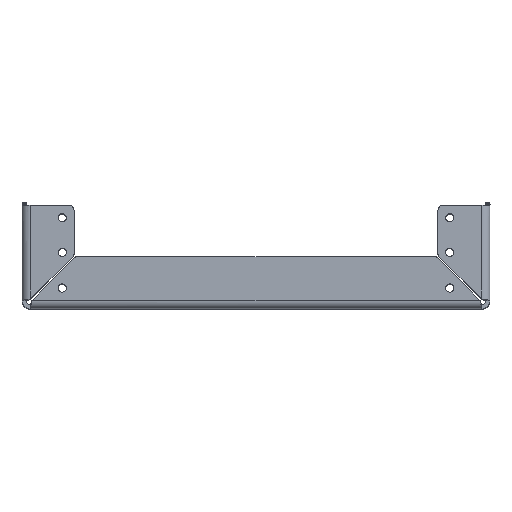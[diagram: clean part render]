
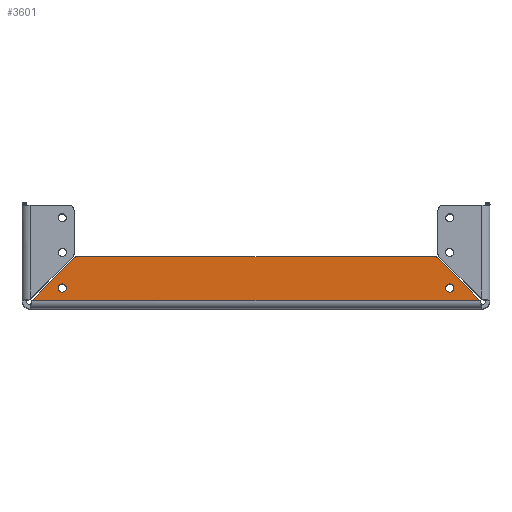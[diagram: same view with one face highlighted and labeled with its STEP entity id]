
A CAD part, top view. The second image highlights one B-rep face of the part: STEP entity #3601.
In plain terms, the highlighted planar face has unit normal (0, 0, 1).
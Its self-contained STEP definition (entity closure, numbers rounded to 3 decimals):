
#29 = VECTOR ( 'NONE', #4460, 1000. ) ;
#41 = B_SPLINE_CURVE_WITH_KNOTS ( 'NONE', 3,
 ( #3027, #8569, #4111, #10595 ),
 .UNSPECIFIED., .F., .F.,
 ( 4, 4 ),
 ( 0., 0. ),
 .UNSPECIFIED. ) ;
#51 = CARTESIAN_POINT ( 'NONE',  ( 37.25, 2.4, 30.395 ) ) ;
#79 = AXIS2_PLACEMENT_3D ( 'NONE', #2708, #9186, #3638 ) ;
#231 = DIRECTION ( 'NONE',  ( 0.707, 0.707, 0. ) ) ;
#282 = EDGE_CURVE ( 'NONE', #7955, #1776, #6155, .T. ) ;
#699 = ORIENTED_EDGE ( 'NONE', *, *, #1641, .T. ) ;
#966 = ORIENTED_EDGE ( 'NONE', *, *, #6606, .F. ) ;
#1168 = CARTESIAN_POINT ( 'NONE',  ( -43.143, 0.759, 30.395 ) ) ;
#1236 = CARTESIAN_POINT ( 'NONE',  ( 37.25, 3.2, 30.395 ) ) ;
#1241 = EDGE_CURVE ( 'NONE', #4322, #10110, #11701, .T. ) ;
#1268 = EDGE_CURVE ( 'NONE', #2875, #4676, #2330, .T. ) ;
#1295 = EDGE_CURVE ( 'NONE', #1776, #7955, #1751, .T. ) ;
#1333 = ORIENTED_EDGE ( 'NONE', *, *, #1241, .T. ) ;
#1505 = VERTEX_POINT ( 'NONE', #3788 ) ;
#1541 = ORIENTED_EDGE ( 'NONE', *, *, #4755, .T. ) ;
#1641 = EDGE_CURVE ( 'NONE', #8638, #3434, #2898, .T. ) ;
#1663 = PLANE ( 'NONE',  #2897 ) ;
#1681 = EDGE_LOOP ( 'NONE', ( #2462, #11993, #966, #1333, #9047, #8021, #1541, #9221 ) ) ;
#1735 = EDGE_LOOP ( 'NONE', ( #4155, #5275 ) ) ;
#1751 = CIRCLE ( 'NONE', #10634, 0.8 ) ;
#1776 = VERTEX_POINT ( 'NONE', #8373 ) ;
#1926 = CARTESIAN_POINT ( 'NONE',  ( 0., 9.2, 30.395 ) ) ;
#2083 = CARTESIAN_POINT ( 'NONE',  ( 43.019, 0.883, 30.395 ) ) ;
#2096 = AXIS2_PLACEMENT_3D ( 'NONE', #1236, #7720, #2161 ) ;
#2128 = DIRECTION ( 'NONE',  ( 0., 0., 1. ) ) ;
#2161 = DIRECTION ( 'NONE',  ( 0., 1., 0. ) ) ;
#2202 = DIRECTION ( 'NONE',  ( 0., 0., -1. ) ) ;
#2330 = CIRCLE ( 'NONE', #8143, 0.5 ) ;
#2443 = FACE_OUTER_BOUND ( 'NONE', #1681, .T. ) ;
#2462 = ORIENTED_EDGE ( 'NONE', *, *, #8278, .F. ) ;
#2466 = CARTESIAN_POINT ( 'NONE',  ( -43.019, 0.883, 30.395 ) ) ;
#2708 = CARTESIAN_POINT ( 'NONE',  ( 37.25, 3.2, 30.395 ) ) ;
#2743 = CARTESIAN_POINT ( 'NONE',  ( 34.495, 9.2, 30.395 ) ) ;
#2875 = VERTEX_POINT ( 'NONE', #4362 ) ;
#2897 = AXIS2_PLACEMENT_3D ( 'NONE', #3525, #11871, #6328 ) ;
#2898 = CIRCLE ( 'NONE', #2096, 0.8 ) ;
#3027 = CARTESIAN_POINT ( 'NONE',  ( -43.019, 0.883, 30.395 ) ) ;
#3325 = EDGE_CURVE ( 'NONE', #6489, #1505, #41, .T. ) ;
#3377 = DIRECTION ( 'NONE',  ( 0., 0., 1. ) ) ;
#3378 = CIRCLE ( 'NONE', #79, 0.8 ) ;
#3404 = CIRCLE ( 'NONE', #10015, 0.5 ) ;
#3434 = VERTEX_POINT ( 'NONE', #9688 ) ;
#3525 = CARTESIAN_POINT ( 'NONE',  ( 0., 0., 30.395 ) ) ;
#3601 = ADVANCED_FACE ( 'NONE', ( #7371, #9542, #2443 ), #1663, .F. ) ;
#3638 = DIRECTION ( 'NONE',  ( 0., 1., 0. ) ) ;
#3745 = ORIENTED_EDGE ( 'NONE', *, *, #8142, .T. ) ;
#3788 = CARTESIAN_POINT ( 'NONE',  ( -43.11, 0.759, 30.395 ) ) ;
#3806 = VECTOR ( 'NONE', #231, 1000. ) ;
#3884 = DIRECTION ( 'NONE',  ( 0., 0., -1. ) ) ;
#3979 = VERTEX_POINT ( 'NONE', #10312 ) ;
#4111 = CARTESIAN_POINT ( 'NONE',  ( -43.086, 0.805, 30.395 ) ) ;
#4155 = ORIENTED_EDGE ( 'NONE', *, *, #1295, .T. ) ;
#4322 = VERTEX_POINT ( 'NONE', #7196 ) ;
#4362 = CARTESIAN_POINT ( 'NONE',  ( 34.849, 9.054, 30.395 ) ) ;
#4399 = CARTESIAN_POINT ( 'NONE',  ( 43.019, 0.883, 30.395 ) ) ;
#4460 = DIRECTION ( 'NONE',  ( -1., 0., 0. ) ) ;
#4656 = CARTESIAN_POINT ( 'NONE',  ( -18.164, 62.066, 30.395 ) ) ;
#4676 = VERTEX_POINT ( 'NONE', #2743 ) ;
#4755 = EDGE_CURVE ( 'NONE', #4676, #9061, #11816, .T. ) ;
#4844 = CARTESIAN_POINT ( 'NONE',  ( 43.056, 0.846, 30.395 ) ) ;
#4967 = VECTOR ( 'NONE', #12012, 1000. ) ;
#5275 = ORIENTED_EDGE ( 'NONE', *, *, #282, .T. ) ;
#5451 = CARTESIAN_POINT ( 'NONE',  ( -37.25, 2.4, 30.395 ) ) ;
#5782 = CARTESIAN_POINT ( 'NONE',  ( 43.086, 0.805, 30.395 ) ) ;
#6155 = CIRCLE ( 'NONE', #8445, 0.8 ) ;
#6283 = CARTESIAN_POINT ( 'NONE',  ( -43.426, 0.759, 30.395 ) ) ;
#6328 = DIRECTION ( 'NONE',  ( -1., 0., 0. ) ) ;
#6489 = VERTEX_POINT ( 'NONE', #2466 ) ;
#6606 = EDGE_CURVE ( 'NONE', #4322, #1505, #9890, .T. ) ;
#7196 = CARTESIAN_POINT ( 'NONE',  ( 43.11, 0.759, 30.395 ) ) ;
#7371 = FACE_BOUND ( 'NONE', #9805, .T. ) ;
#7479 = DIRECTION ( 'NONE',  ( -1., 0., 0. ) ) ;
#7546 = EDGE_CURVE ( 'NONE', #2875, #10110, #9601, .T. ) ;
#7640 = CARTESIAN_POINT ( 'NONE',  ( 43.11, 0.759, 30.395 ) ) ;
#7682 = CARTESIAN_POINT ( 'NONE',  ( 34.495, 8.7, 30.395 ) ) ;
#7720 = DIRECTION ( 'NONE',  ( 0., 0., -1. ) ) ;
#7751 = CARTESIAN_POINT ( 'NONE',  ( -37.25, 3.2, 30.395 ) ) ;
#7862 = CARTESIAN_POINT ( 'NONE',  ( -34.495, 9.2, 30.395 ) ) ;
#7955 = VERTEX_POINT ( 'NONE', #5451 ) ;
#8021 = ORIENTED_EDGE ( 'NONE', *, *, #1268, .T. ) ;
#8142 = EDGE_CURVE ( 'NONE', #3434, #8638, #3378, .T. ) ;
#8143 = AXIS2_PLACEMENT_3D ( 'NONE', #7682, #2128, #8602 ) ;
#8278 = EDGE_CURVE ( 'NONE', #6489, #3979, #11191, .T. ) ;
#8373 = CARTESIAN_POINT ( 'NONE',  ( -37.25, 4., 30.395 ) ) ;
#8445 = AXIS2_PLACEMENT_3D ( 'NONE', #9421, #3884, #10352 ) ;
#8569 = CARTESIAN_POINT ( 'NONE',  ( -43.056, 0.846, 30.395 ) ) ;
#8602 = DIRECTION ( 'NONE',  ( -1., 0., 0. ) ) ;
#8638 = VERTEX_POINT ( 'NONE', #51 ) ;
#8687 = DIRECTION ( 'NONE',  ( 0., 1., 0. ) ) ;
#8919 = CARTESIAN_POINT ( 'NONE',  ( -34.495, 8.7, 30.395 ) ) ;
#9047 = ORIENTED_EDGE ( 'NONE', *, *, #7546, .F. ) ;
#9061 = VERTEX_POINT ( 'NONE', #7862 ) ;
#9186 = DIRECTION ( 'NONE',  ( 0., 0., -1. ) ) ;
#9221 = ORIENTED_EDGE ( 'NONE', *, *, #11743, .T. ) ;
#9338 = VECTOR ( 'NONE', #7479, 1000. ) ;
#9421 = CARTESIAN_POINT ( 'NONE',  ( -37.25, 3.2, 30.395 ) ) ;
#9542 = FACE_BOUND ( 'NONE', #1735, .T. ) ;
#9601 = LINE ( 'NONE', #4656, #4967 ) ;
#9688 = CARTESIAN_POINT ( 'NONE',  ( 37.25, 4., 30.395 ) ) ;
#9805 = EDGE_LOOP ( 'NONE', ( #3745, #699 ) ) ;
#9861 = DIRECTION ( 'NONE',  ( -1., 0., 0. ) ) ;
#9890 = LINE ( 'NONE', #6283, #29 ) ;
#10015 = AXIS2_PLACEMENT_3D ( 'NONE', #8919, #3377, #9861 ) ;
#10110 = VERTEX_POINT ( 'NONE', #4399 ) ;
#10312 = CARTESIAN_POINT ( 'NONE',  ( -34.849, 9.054, 30.395 ) ) ;
#10352 = DIRECTION ( 'NONE',  ( 0., 1., 0. ) ) ;
#10595 = CARTESIAN_POINT ( 'NONE',  ( -43.11, 0.759, 30.395 ) ) ;
#10634 = AXIS2_PLACEMENT_3D ( 'NONE', #7751, #2202, #8687 ) ;
#11191 = LINE ( 'NONE', #1168, #3806 ) ;
#11701 = B_SPLINE_CURVE_WITH_KNOTS ( 'NONE', 3,
 ( #7640, #5782, #4844, #2083 ),
 .UNSPECIFIED., .F., .F.,
 ( 4, 4 ),
 ( 0., 0. ),
 .UNSPECIFIED. ) ;
#11743 = EDGE_CURVE ( 'NONE', #9061, #3979, #3404, .T. ) ;
#11816 = LINE ( 'NONE', #1926, #9338 ) ;
#11871 = DIRECTION ( 'NONE',  ( 0., 0., -1. ) ) ;
#11993 = ORIENTED_EDGE ( 'NONE', *, *, #3325, .T. ) ;
#12012 = DIRECTION ( 'NONE',  ( 0.707, -0.707, 0. ) ) ;
